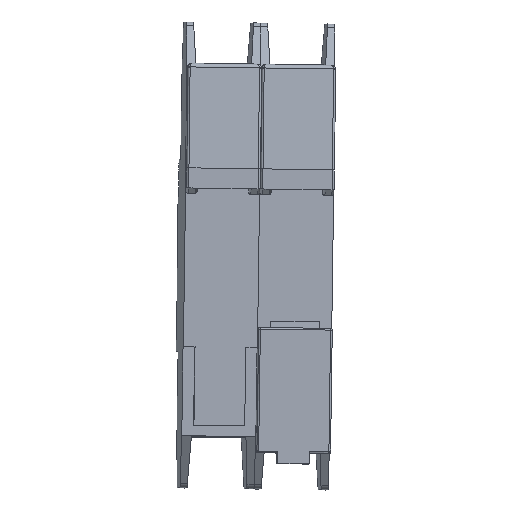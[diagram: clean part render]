
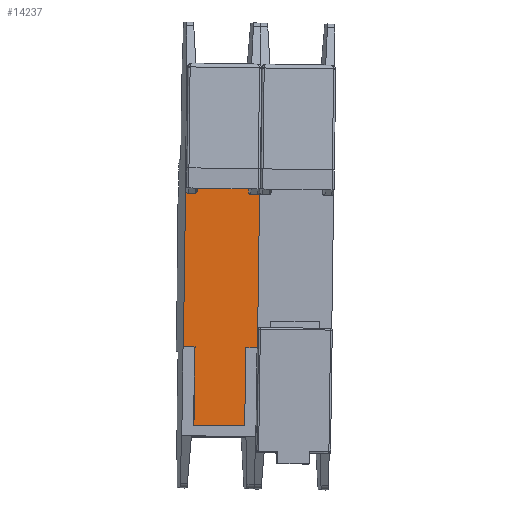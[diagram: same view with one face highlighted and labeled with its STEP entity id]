
A CAD part, front view. The second image highlights one B-rep face of the part: STEP entity #14237.
In plain terms, the highlighted face is planar.
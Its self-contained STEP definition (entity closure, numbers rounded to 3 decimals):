
#502 = CARTESIAN_POINT ( 'NONE',  ( -8.75, -30.432, -21.644 ) ) ;
#1023 = LINE ( 'NONE', #33752, #14791 ) ;
#1116 = DIRECTION ( 'NONE',  ( -1., 0., 0. ) ) ;
#1315 = AXIS2_PLACEMENT_3D ( 'NONE', #36714, #33685, #4207 ) ;
#1877 = CARTESIAN_POINT ( 'NONE',  ( -6., -30.432, 40.356 ) ) ;
#2405 = LINE ( 'NONE', #41840, #37798 ) ;
#2458 = ORIENTED_EDGE ( 'NONE', *, *, #8055, .T. ) ;
#3108 = ORIENTED_EDGE ( 'NONE', *, *, #22069, .T. ) ;
#3142 = VERTEX_POINT ( 'NONE', #18518 ) ;
#3774 = FACE_OUTER_BOUND ( 'NONE', #37284, .T. ) ;
#4207 = DIRECTION ( 'NONE',  ( 0., 0., 1. ) ) ;
#4895 = VECTOR ( 'NONE', #31555, 1000. ) ;
#4908 = CARTESIAN_POINT ( 'NONE',  ( -6., -30.432, -40.144 ) ) ;
#5125 = EDGE_CURVE ( 'NONE', #33473, #12187, #1023, .T. ) ;
#5364 = LINE ( 'NONE', #28434, #35950 ) ;
#5594 = ORIENTED_EDGE ( 'NONE', *, *, #22037, .F. ) ;
#5737 = EDGE_CURVE ( 'NONE', #34312, #15130, #42127, .T. ) ;
#6138 = CARTESIAN_POINT ( 'NONE',  ( 8.75, -30.432, -21.644 ) ) ;
#6964 = ORIENTED_EDGE ( 'NONE', *, *, #42022, .F. ) ;
#7874 = ORIENTED_EDGE ( 'NONE', *, *, #24300, .T. ) ;
#7952 = DIRECTION ( 'NONE',  ( 0., 0., -1. ) ) ;
#7962 = LINE ( 'NONE', #18322, #27024 ) ;
#8055 = EDGE_CURVE ( 'NONE', #27023, #34952, #10227, .T. ) ;
#8210 = CARTESIAN_POINT ( 'NONE',  ( 8.75, -30.432, 21.856 ) ) ;
#8298 = ORIENTED_EDGE ( 'NONE', *, *, #26016, .T. ) ;
#8748 = ORIENTED_EDGE ( 'NONE', *, *, #25988, .F. ) ;
#9466 = CARTESIAN_POINT ( 'NONE',  ( -6., -30.432, -21.644 ) ) ;
#9577 = DIRECTION ( 'NONE',  ( -1., 0., 0. ) ) ;
#10117 = VERTEX_POINT ( 'NONE', #41422 ) ;
#10227 = LINE ( 'NONE', #16294, #25897 ) ;
#12187 = VERTEX_POINT ( 'NONE', #14465 ) ;
#13273 = CARTESIAN_POINT ( 'NONE',  ( 6., -30.432, -21.644 ) ) ;
#13632 = CARTESIAN_POINT ( 'NONE',  ( 8.75, -30.432, -21.644 ) ) ;
#14237 = ADVANCED_FACE ( 'NONE', ( #3774 ), #23598, .F. ) ;
#14465 = CARTESIAN_POINT ( 'NONE',  ( 6., -30.432, -40.144 ) ) ;
#14791 = VECTOR ( 'NONE', #21282, 1000. ) ;
#15130 = VERTEX_POINT ( 'NONE', #15602 ) ;
#15602 = CARTESIAN_POINT ( 'NONE',  ( -6., -30.432, 21.856 ) ) ;
#15861 = LINE ( 'NONE', #28114, #4895 ) ;
#16066 = VERTEX_POINT ( 'NONE', #37418 ) ;
#16084 = VECTOR ( 'NONE', #7952, 1000. ) ;
#16272 = VECTOR ( 'NONE', #1116, 1000. ) ;
#16294 = CARTESIAN_POINT ( 'NONE',  ( -8.75, -30.432, 21.856 ) ) ;
#16669 = VERTEX_POINT ( 'NONE', #13632 ) ;
#17593 = ORIENTED_EDGE ( 'NONE', *, *, #5125, .F. ) ;
#17926 = VECTOR ( 'NONE', #9577, 1000. ) ;
#18322 = CARTESIAN_POINT ( 'NONE',  ( 6., -30.432, -40.144 ) ) ;
#18398 = CARTESIAN_POINT ( 'NONE',  ( -8.75, -30.432, 21.856 ) ) ;
#18448 = LINE ( 'NONE', #35230, #26912 ) ;
#18518 = CARTESIAN_POINT ( 'NONE',  ( 6., -30.432, 21.856 ) ) ;
#19789 = ORIENTED_EDGE ( 'NONE', *, *, #5737, .T. ) ;
#21282 = DIRECTION ( 'NONE',  ( 0., 0., -1. ) ) ;
#22037 = EDGE_CURVE ( 'NONE', #26596, #34952, #18448, .T. ) ;
#22069 = EDGE_CURVE ( 'NONE', #26596, #39031, #15861, .T. ) ;
#23598 = PLANE ( 'NONE',  #1315 ) ;
#24300 = EDGE_CURVE ( 'NONE', #15130, #27023, #2405, .T. ) ;
#24353 = LINE ( 'NONE', #37459, #16084 ) ;
#25099 = DIRECTION ( 'NONE',  ( -1., 0., 0. ) ) ;
#25435 = DIRECTION ( 'NONE',  ( -1., 0., 0. ) ) ;
#25897 = VECTOR ( 'NONE', #26186, 1000. ) ;
#25988 = EDGE_CURVE ( 'NONE', #12187, #39031, #7962, .T. ) ;
#26016 = EDGE_CURVE ( 'NONE', #10117, #3142, #5364, .T. ) ;
#26186 = DIRECTION ( 'NONE',  ( 0., 0., -1. ) ) ;
#26596 = VERTEX_POINT ( 'NONE', #9466 ) ;
#26912 = VECTOR ( 'NONE', #25099, 1000. ) ;
#27023 = VERTEX_POINT ( 'NONE', #18398 ) ;
#27024 = VECTOR ( 'NONE', #35099, 1000. ) ;
#27164 = EDGE_CURVE ( 'NONE', #16066, #34312, #39039, .T. ) ;
#28114 = CARTESIAN_POINT ( 'NONE',  ( -6., -30.432, -21.644 ) ) ;
#28434 = CARTESIAN_POINT ( 'NONE',  ( 8.75, -30.432, 21.856 ) ) ;
#31053 = DIRECTION ( 'NONE',  ( 0., 0., -1. ) ) ;
#31075 = EDGE_CURVE ( 'NONE', #16669, #33473, #35626, .T. ) ;
#31397 = ORIENTED_EDGE ( 'NONE', *, *, #27164, .T. ) ;
#31555 = DIRECTION ( 'NONE',  ( 0., 0., -1. ) ) ;
#32593 = CARTESIAN_POINT ( 'NONE',  ( 6., -30.432, 40.356 ) ) ;
#32820 = CARTESIAN_POINT ( 'NONE',  ( -6., -30.432, 40.356 ) ) ;
#33473 = VERTEX_POINT ( 'NONE', #13273 ) ;
#33685 = DIRECTION ( 'NONE',  ( 0., 1., 0. ) ) ;
#33752 = CARTESIAN_POINT ( 'NONE',  ( 6., -30.432, -21.644 ) ) ;
#33922 = EDGE_CURVE ( 'NONE', #16066, #3142, #24353, .T. ) ;
#33992 = VECTOR ( 'NONE', #31053, 1000. ) ;
#34312 = VERTEX_POINT ( 'NONE', #1877 ) ;
#34952 = VERTEX_POINT ( 'NONE', #502 ) ;
#35099 = DIRECTION ( 'NONE',  ( -1., 0., 0. ) ) ;
#35230 = CARTESIAN_POINT ( 'NONE',  ( 8.75, -30.432, -21.644 ) ) ;
#35626 = LINE ( 'NONE', #6138, #17926 ) ;
#35950 = VECTOR ( 'NONE', #40734, 1000. ) ;
#36714 = CARTESIAN_POINT ( 'NONE',  ( 8.75, -30.432, 21.856 ) ) ;
#37284 = EDGE_LOOP ( 'NONE', ( #2458, #5594, #3108, #8748, #17593, #41431, #6964, #8298, #40854, #31397, #19789, #7874 ) ) ;
#37418 = CARTESIAN_POINT ( 'NONE',  ( 6., -30.432, 40.356 ) ) ;
#37459 = CARTESIAN_POINT ( 'NONE',  ( 6., -30.432, 40.356 ) ) ;
#37724 = LINE ( 'NONE', #8210, #33992 ) ;
#37798 = VECTOR ( 'NONE', #25435, 1000. ) ;
#39031 = VERTEX_POINT ( 'NONE', #4908 ) ;
#39039 = LINE ( 'NONE', #32593, #16272 ) ;
#40734 = DIRECTION ( 'NONE',  ( -1., 0., 0. ) ) ;
#40854 = ORIENTED_EDGE ( 'NONE', *, *, #33922, .F. ) ;
#41422 = CARTESIAN_POINT ( 'NONE',  ( 8.75, -30.432, 21.856 ) ) ;
#41431 = ORIENTED_EDGE ( 'NONE', *, *, #31075, .F. ) ;
#41840 = CARTESIAN_POINT ( 'NONE',  ( 8.75, -30.432, 21.856 ) ) ;
#42022 = EDGE_CURVE ( 'NONE', #10117, #16669, #37724, .T. ) ;
#42127 = LINE ( 'NONE', #32820, #42374 ) ;
#42374 = VECTOR ( 'NONE', #42543, 1000. ) ;
#42543 = DIRECTION ( 'NONE',  ( 0., 0., -1. ) ) ;
